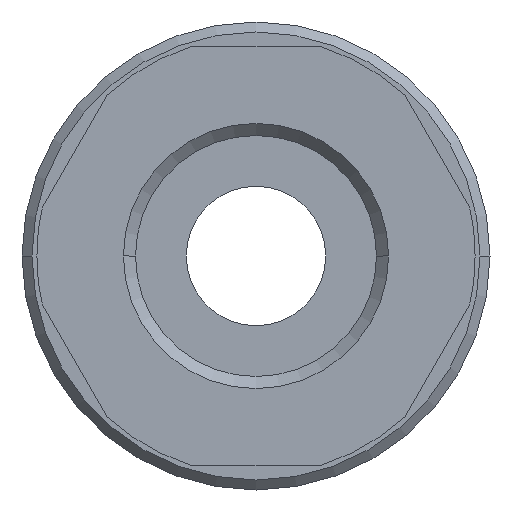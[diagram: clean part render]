
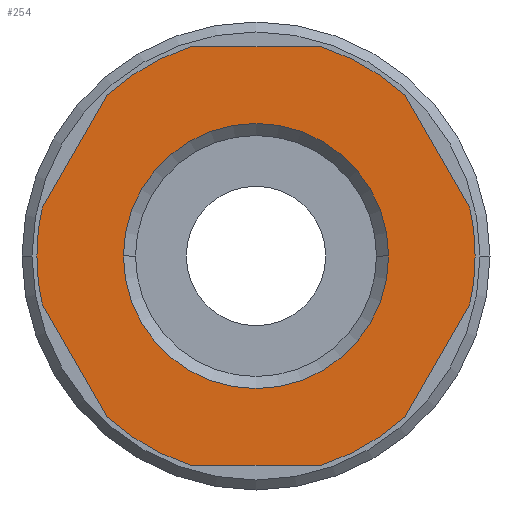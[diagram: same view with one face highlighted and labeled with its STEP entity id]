
A CAD part, front view. The second image highlights one B-rep face of the part: STEP entity #254.
In plain terms, the highlighted planar face has unit normal (0, -1, 0).
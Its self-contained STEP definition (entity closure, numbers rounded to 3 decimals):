
#254=ADVANCED_FACE('',(#566,#567),#568,.T.);
#566=FACE_BOUND('',#937,.T.);
#567=FACE_OUTER_BOUND('',#938,.T.);
#568=PLANE('',#939);
#937=EDGE_LOOP('',(#1594,#1595));
#938=EDGE_LOOP('',(#1596,#1597,#1598,#1599,#1600,#1601,#1602,#1603,#1604,#1605,#1606,#1607,#1608,#1609));
#939=AXIS2_PLACEMENT_3D('',#1610,#1611,#1612);
#1594=ORIENTED_EDGE('',*,*,#2188,.T.);
#1595=ORIENTED_EDGE('',*,*,#2127,.T.);
#1596=ORIENTED_EDGE('',*,*,#2353,.T.);
#1597=ORIENTED_EDGE('',*,*,#2181,.F.);
#1598=ORIENTED_EDGE('',*,*,#2354,.T.);
#1599=ORIENTED_EDGE('',*,*,#2243,.F.);
#1600=ORIENTED_EDGE('',*,*,#2320,.T.);
#1601=ORIENTED_EDGE('',*,*,#2332,.F.);
#1602=ORIENTED_EDGE('',*,*,#2263,.F.);
#1603=ORIENTED_EDGE('',*,*,#2151,.T.);
#1604=ORIENTED_EDGE('',*,*,#2325,.F.);
#1605=ORIENTED_EDGE('',*,*,#2142,.T.);
#1606=ORIENTED_EDGE('',*,*,#2122,.F.);
#1607=ORIENTED_EDGE('',*,*,#2355,.T.);
#1608=ORIENTED_EDGE('',*,*,#2356,.F.);
#1609=ORIENTED_EDGE('',*,*,#2357,.F.);
#1610=CARTESIAN_POINT('',(5.5,0.0,0.0));
#1611=DIRECTION('',(-0.0,-1.0,-0.0));
#1612=DIRECTION('',(-1.0,0.0,0.0));
#2122=EDGE_CURVE('',#2501,#2496,#2503,.T.);
#2127=EDGE_CURVE('',#2506,#2510,#2512,.T.);
#2142=EDGE_CURVE('',#2537,#2496,#2538,.T.);
#2151=EDGE_CURVE('',#2553,#2550,#2554,.T.);
#2181=EDGE_CURVE('',#2603,#2598,#2605,.T.);
#2188=EDGE_CURVE('',#2510,#2506,#2614,.T.);
#2243=EDGE_CURVE('',#2701,#2699,#2703,.T.);
#2263=EDGE_CURVE('',#2553,#2730,#2732,.T.);
#2320=EDGE_CURVE('',#2701,#2815,#2817,.T.);
#2325=EDGE_CURVE('',#2537,#2550,#2822,.T.);
#2332=EDGE_CURVE('',#2730,#2815,#2830,.T.);
#2353=EDGE_CURVE('',#2857,#2598,#2858,.T.);
#2354=EDGE_CURVE('',#2603,#2699,#2859,.T.);
#2355=EDGE_CURVE('',#2501,#2860,#2861,.T.);
#2356=EDGE_CURVE('',#2862,#2860,#2863,.T.);
#2357=EDGE_CURVE('',#2857,#2862,#2864,.T.);
#2496=VERTEX_POINT('',#3030);
#2501=VERTEX_POINT('',#3036);
#2503=CIRCLE('',#3039,11.0);
#2506=VERTEX_POINT('',#3042);
#2510=VERTEX_POINT('',#3047);
#2512=CIRCLE('',#3050,6.655);
#2537=VERTEX_POINT('',#3101);
#2538=LINE('',#3102,#3103);
#2550=VERTEX_POINT('',#3129);
#2553=VERTEX_POINT('',#3133);
#2554=LINE('',#3134,#3135);
#2598=VERTEX_POINT('',#3231);
#2603=VERTEX_POINT('',#3237);
#2605=CIRCLE('',#3240,11.0);
#2614=CIRCLE('',#3251,6.655);
#2699=VERTEX_POINT('',#3502);
#2701=VERTEX_POINT('',#3505);
#2703=CIRCLE('',#3508,11.0);
#2730=VERTEX_POINT('',#3572);
#2732=CIRCLE('',#3575,11.0);
#2815=VERTEX_POINT('',#3752);
#2817=LINE('',#3755,#3756);
#2822=CIRCLE('',#3761,11.0);
#2830=CIRCLE('',#3780,11.0);
#2857=VERTEX_POINT('',#3856);
#2858=LINE('',#3857,#3858);
#2859=LINE('',#3859,#3860);
#2860=VERTEX_POINT('',#3861);
#2861=LINE('',#3862,#3863);
#2862=VERTEX_POINT('',#3864);
#2863=CIRCLE('',#3865,11.0);
#2864=CIRCLE('',#3866,11.0);
#3030=CARTESIAN_POINT('',(-3.279,0.0,10.5));
#3036=CARTESIAN_POINT('',(-7.454,0.0,8.089));
#3039=AXIS2_PLACEMENT_3D('',#4165,#4166,#4167);
#3042=CARTESIAN_POINT('',(6.655,0.0,0.));
#3047=CARTESIAN_POINT('',(-6.655,0.0,0.));
#3050=AXIS2_PLACEMENT_3D('',#4173,#4174,#4175);
#3101=CARTESIAN_POINT('',(3.279,0.0,10.5));
#3102=CARTESIAN_POINT('',(2.75,0.0,10.5));
#3103=VECTOR('',#4192,1.0);
#3129=CARTESIAN_POINT('',(7.454,0.0,8.089));
#3133=CARTESIAN_POINT('',(10.733,0.0,2.411));
#3134=CARTESIAN_POINT('',(9.781,0.0,4.059));
#3135=VECTOR('',#4200,1.0);
#3231=CARTESIAN_POINT('',(-7.454,0.0,-8.089));
#3237=CARTESIAN_POINT('',(-3.279,0.0,-10.5));
#3240=AXIS2_PLACEMENT_3D('',#4238,#4239,#4240);
#3251=AXIS2_PLACEMENT_3D('',#4249,#4250,#4251);
#3502=CARTESIAN_POINT('',(3.279,0.0,-10.5));
#3505=CARTESIAN_POINT('',(7.454,0.0,-8.089));
#3508=AXIS2_PLACEMENT_3D('',#4314,#4315,#4316);
#3572=CARTESIAN_POINT('',(11.0,0.0,0.));
#3575=AXIS2_PLACEMENT_3D('',#4343,#4344,#4345);
#3752=CARTESIAN_POINT('',(10.733,0.0,-2.411));
#3755=CARTESIAN_POINT('',(9.781,0.0,-4.059));
#3756=VECTOR('',#4415,1.0);
#3761=AXIS2_PLACEMENT_3D('',#4422,#4423,#4424);
#3780=AXIS2_PLACEMENT_3D('',#4431,#4432,#4433);
#3856=CARTESIAN_POINT('',(-10.733,0.0,-2.411));
#3857=CARTESIAN_POINT('',(-8.406,0.0,-6.441));
#3858=VECTOR('',#4451,1.0);
#3859=CARTESIAN_POINT('',(2.75,0.0,-10.5));
#3860=VECTOR('',#4452,1.0);
#3861=CARTESIAN_POINT('',(-10.733,0.0,2.411));
#3862=CARTESIAN_POINT('',(-8.406,0.0,6.441));
#3863=VECTOR('',#4453,1.0);
#3864=CARTESIAN_POINT('',(-11.0,0.0,0.));
#3865=AXIS2_PLACEMENT_3D('',#4454,#4455,#4456);
#3866=AXIS2_PLACEMENT_3D('',#4457,#4458,#4459);
#4165=CARTESIAN_POINT('',(0.0,0.0,0.0));
#4166=DIRECTION('',(-0.0,1.0,0.0));
#4167=DIRECTION('',(1.0,0.0,0.0));
#4173=CARTESIAN_POINT('',(0.0,0.0,0.0));
#4174=DIRECTION('',(-0.0,1.0,0.0));
#4175=DIRECTION('',(1.0,0.0,0.0));
#4192=DIRECTION('',(-1.0,0.0,0.));
#4200=DIRECTION('',(-0.5,0.0,0.866));
#4238=CARTESIAN_POINT('',(0.0,0.0,0.0));
#4239=DIRECTION('',(-0.0,1.0,0.0));
#4240=DIRECTION('',(1.0,0.0,0.0));
#4249=CARTESIAN_POINT('',(0.0,0.0,0.0));
#4250=DIRECTION('',(-0.0,1.0,0.0));
#4251=DIRECTION('',(1.0,0.0,0.0));
#4314=CARTESIAN_POINT('',(0.0,0.0,0.0));
#4315=DIRECTION('',(-0.0,1.0,0.0));
#4316=DIRECTION('',(1.0,0.0,0.0));
#4343=CARTESIAN_POINT('',(0.0,0.0,0.0));
#4344=DIRECTION('',(-0.0,1.0,0.0));
#4345=DIRECTION('',(1.0,0.0,0.0));
#4415=DIRECTION('',(0.5,-0.0,0.866));
#4422=CARTESIAN_POINT('',(0.0,0.0,0.0));
#4423=DIRECTION('',(-0.0,1.0,0.0));
#4424=DIRECTION('',(1.0,0.0,0.0));
#4431=CARTESIAN_POINT('',(0.0,0.0,0.0));
#4432=DIRECTION('',(-0.0,1.0,0.0));
#4433=DIRECTION('',(1.0,0.0,0.0));
#4451=DIRECTION('',(0.5,0.0,-0.866));
#4452=DIRECTION('',(1.0,-0.0,0.0));
#4453=DIRECTION('',(-0.5,0.0,-0.866));
#4454=CARTESIAN_POINT('',(0.0,0.0,0.0));
#4455=DIRECTION('',(-0.0,1.0,0.0));
#4456=DIRECTION('',(1.0,0.0,0.0));
#4457=CARTESIAN_POINT('',(0.0,0.0,0.0));
#4458=DIRECTION('',(-0.0,1.0,0.0));
#4459=DIRECTION('',(1.0,0.0,0.0));
